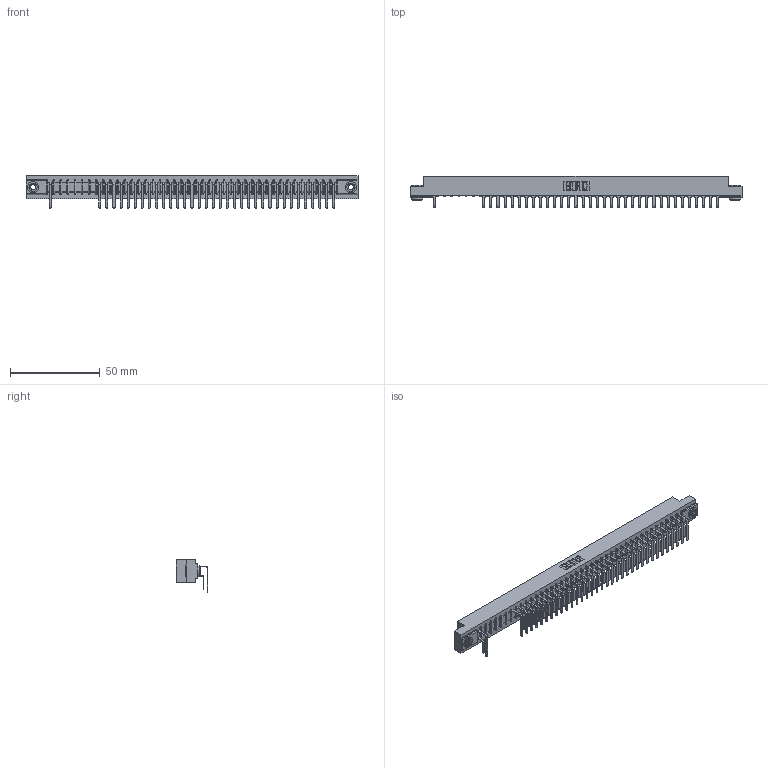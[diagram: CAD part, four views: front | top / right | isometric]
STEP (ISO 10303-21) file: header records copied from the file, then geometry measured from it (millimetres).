
FILE_DESCRIPTION (( 'STEP AP203' ), '1' );
FILE_NAME ('307-041-559-103.STEP', '2018-08-05T16:00:03', ( '' ), ( '' ), 'SwSTEP 2.0', 'SolidWorks 2016', '' );
FILE_SCHEMA (( 'CONFIG_CONTROL_DESIGN' ));
Length unit declared in the file: inch
Products named in the file (5): 307 Part_.156 Dia Mounting Holes; 307-290-001_558 559 - 1 (Single); 307-290-001_559 - 2 (Single); 345-250-002_345-250-002-102; 307-041-559-103
Assembly tree (72 placements, depth 2):
  307-041-559-103
    307 Part_.156 Dia Mounting Holes
    307-290-001_558 559 - 1 (Single)  x34
    307-290-001_559 - 2 (Single)  x35
    345-250-002_345-250-002-102  x2
Bounding box: 185.47 x 17.69 x 18.07 mm (x, y, z)
Volume: 19856.1 mm3; surface area: 25212.9 mm2
Topology: 72 solids, 72 shells, 3792 faces, 10649 edges, 6890 vertices
Faces by surface type: plane 2449, cylinder 1251, sphere 84, cone 8
Entity records: 38680 total; most frequent: CARTESIAN_POINT 6367, ORIENTED_EDGE 6314, DIRECTION 6237, EDGE_CURVE 3157, LINE 2413, VECTOR 2413, VERTEX_POINT 2042, AXIS2_PLACEMENT_3D 1912
